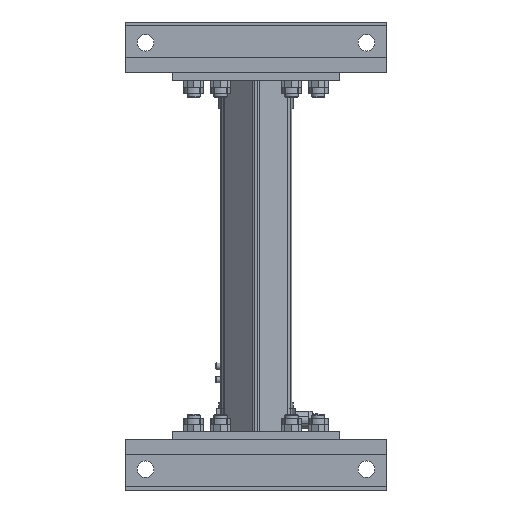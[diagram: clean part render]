
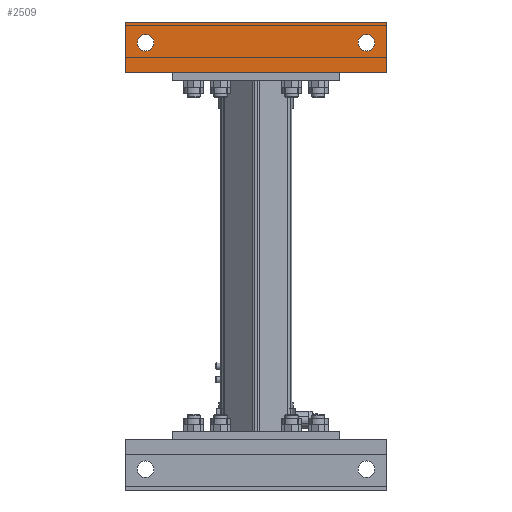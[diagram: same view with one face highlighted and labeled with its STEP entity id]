
A CAD part, left-side view. The second image highlights one B-rep face of the part: STEP entity #2509.
In plain terms, the highlighted face is planar.
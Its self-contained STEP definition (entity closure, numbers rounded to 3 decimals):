
#2509=ADVANCED_FACE('',(#4608,#4609,#4610),#4611,.T.);
#4608=FACE_BOUND('',#6803,.T.);
#4609=FACE_BOUND('',#6804,.T.);
#4610=FACE_OUTER_BOUND('',#6805,.T.);
#4611=PLANE('',#6806);
#6803=EDGE_LOOP('',(#10077));
#6804=EDGE_LOOP('',(#10078));
#6805=EDGE_LOOP('',(#10079,#10080,#10081,#10082));
#6806=AXIS2_PLACEMENT_3D('',#10083,#10084,#10085);
#10077=ORIENTED_EDGE('',*,*,#13559,.T.);
#10078=ORIENTED_EDGE('',*,*,#13629,.T.);
#10079=ORIENTED_EDGE('',*,*,#13630,.T.);
#10080=ORIENTED_EDGE('',*,*,#13336,.F.);
#10081=ORIENTED_EDGE('',*,*,#12830,.T.);
#10082=ORIENTED_EDGE('',*,*,#13631,.T.);
#10083=CARTESIAN_POINT('',(37.5,0.,0.));
#10084=DIRECTION('',(0.,-1.,0.));
#10085=DIRECTION('',(1.,0.,0.));
#12830=EDGE_CURVE('',#14794,#14808,#14810,.T.);
#13336=EDGE_CURVE('',#14794,#15618,#15622,.T.);
#13559=EDGE_CURVE('',#15935,#15935,#15936,.T.);
#13629=EDGE_CURVE('',#16027,#16027,#16028,.T.);
#13630=EDGE_CURVE('',#16029,#15618,#16030,.T.);
#13631=EDGE_CURVE('',#14808,#16029,#16031,.T.);
#14794=VERTEX_POINT('',#18178);
#14808=VERTEX_POINT('',#18196);
#14810=LINE('',#18199,#18200);
#15618=VERTEX_POINT('',#20130);
#15622=LINE('',#20136,#20137);
#15935=VERTEX_POINT('',#20852);
#15936=CIRCLE('',#20853,12.5);
#16027=VERTEX_POINT('',#21192);
#16028=CIRCLE('',#21193,12.5);
#16029=VERTEX_POINT('',#21194);
#16030=LINE('',#21195,#21196);
#16031=LINE('',#21197,#21198);
#18178=CARTESIAN_POINT('',(0.,0.,0.));
#18196=CARTESIAN_POINT('',(75.,0.,0.));
#18199=CARTESIAN_POINT('',(0.,0.,0.));
#18200=VECTOR('',#23230,1.);
#20130=CARTESIAN_POINT('',(0.,0.,390.));
#20136=CARTESIAN_POINT('',(0.,0.,0.));
#20137=VECTOR('',#23805,1.);
#20852=CARTESIAN_POINT('',(56.5,0.,30.));
#20853=AXIS2_PLACEMENT_3D('',#24055,#24056,#24057);
#21192=CARTESIAN_POINT('',(56.5,0.,360.));
#21193=AXIS2_PLACEMENT_3D('',#24099,#24100,#24101);
#21194=CARTESIAN_POINT('',(75.,0.,390.));
#21195=CARTESIAN_POINT('',(0.,0.,390.));
#21196=VECTOR('',#24102,1.);
#21197=CARTESIAN_POINT('',(75.,0.,0.));
#21198=VECTOR('',#24103,1.);
#23230=DIRECTION('',(1.,0.,0.));
#23805=DIRECTION('',(0.,0.,1.));
#24055=CARTESIAN_POINT('',(44.,0.,30.));
#24056=DIRECTION('',(0.,1.,0.));
#24057=DIRECTION('',(1.,0.,0.));
#24099=CARTESIAN_POINT('',(44.,0.,360.));
#24100=DIRECTION('',(0.,1.,0.));
#24101=DIRECTION('',(1.,0.,0.));
#24102=DIRECTION('',(-1.,0.,0.));
#24103=DIRECTION('',(0.,0.,1.));
